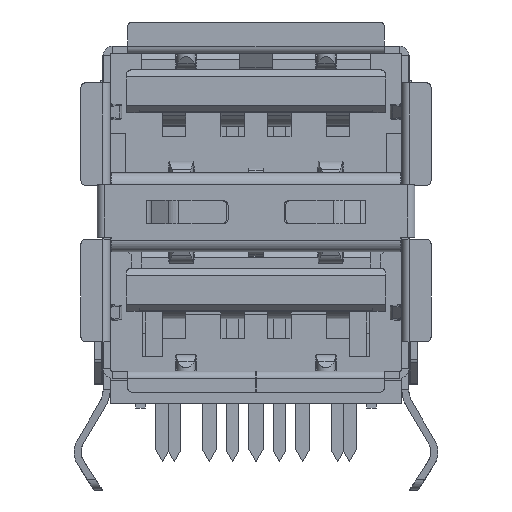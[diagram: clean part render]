
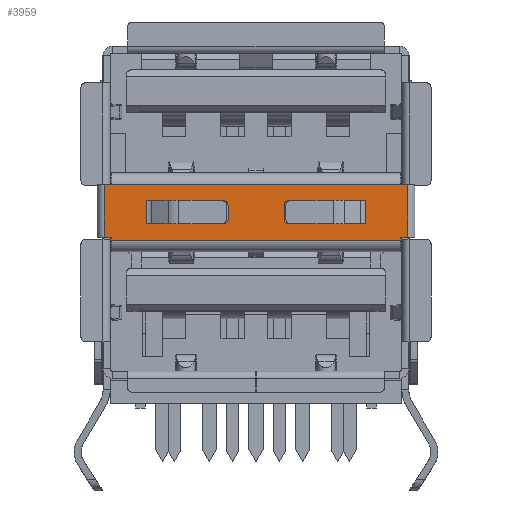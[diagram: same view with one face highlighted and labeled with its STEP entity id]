
A CAD part, front view. The second image highlights one B-rep face of the part: STEP entity #3959.
In plain terms, the highlighted face is planar.
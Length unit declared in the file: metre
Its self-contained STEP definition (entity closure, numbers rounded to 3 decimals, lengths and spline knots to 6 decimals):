
#3959=ADVANCED_FACE('0:9778',(#8383,#8384,#8385),#8386,.T.);
#8383=FACE_OUTER_BOUND('',#13483,.T.);
#8384=FACE_BOUND('',#13484,.T.);
#8385=FACE_BOUND('',#13485,.T.);
#8386=PLANE('',#13486);
#13483=EDGE_LOOP('',(#24784,#24785,#24786,#24787,#24788,#24789,#24790,#24791,#24792,#24793));
#13484=EDGE_LOOP('',(#24794,#24795,#24796,#24797,#24798,#24799,#24800,#24801,#24802));
#13485=EDGE_LOOP('',(#24803,#24804,#24805,#24806,#24807,#24808,#24809,#24810,#24811));
#13486=AXIS2_PLACEMENT_3D('',#24812,#24813,#24814);
#24784=ORIENTED_EDGE('',*,*,#35501,.F.);
#24785=ORIENTED_EDGE('',*,*,#35502,.F.);
#24786=ORIENTED_EDGE('',*,*,#34849,.T.);
#24787=ORIENTED_EDGE('',*,*,#35503,.T.);
#24788=ORIENTED_EDGE('',*,*,#35504,.T.);
#24789=ORIENTED_EDGE('',*,*,#35505,.T.);
#24790=ORIENTED_EDGE('',*,*,#35506,.T.);
#24791=ORIENTED_EDGE('',*,*,#35280,.T.);
#24792=ORIENTED_EDGE('',*,*,#35251,.T.);
#24793=ORIENTED_EDGE('',*,*,#35277,.T.);
#24794=ORIENTED_EDGE('',*,*,#35295,.F.);
#24795=ORIENTED_EDGE('',*,*,#35327,.F.);
#24796=ORIENTED_EDGE('',*,*,#35305,.T.);
#24797=ORIENTED_EDGE('',*,*,#35343,.T.);
#24798=ORIENTED_EDGE('',*,*,#35339,.T.);
#24799=ORIENTED_EDGE('',*,*,#35440,.T.);
#24800=ORIENTED_EDGE('',*,*,#35332,.T.);
#24801=ORIENTED_EDGE('',*,*,#35443,.T.);
#24802=ORIENTED_EDGE('',*,*,#35345,.T.);
#24803=ORIENTED_EDGE('',*,*,#35157,.F.);
#24804=ORIENTED_EDGE('',*,*,#35507,.T.);
#24805=ORIENTED_EDGE('',*,*,#35436,.T.);
#24806=ORIENTED_EDGE('',*,*,#35508,.T.);
#24807=ORIENTED_EDGE('',*,*,#35447,.T.);
#24808=ORIENTED_EDGE('',*,*,#35509,.T.);
#24809=ORIENTED_EDGE('',*,*,#35510,.T.);
#24810=ORIENTED_EDGE('',*,*,#35141,.F.);
#24811=ORIENTED_EDGE('',*,*,#35119,.F.);
#24812=CARTESIAN_POINT('',(0.008,0.0062,-0.00119));
#24813=DIRECTION('',(1.0,0.0,0.0));
#24814=DIRECTION('',(0.0,1.0,-0.0));
#34849=EDGE_CURVE('0:10333',#42813,#42811,#42814,.F.);
#35119=EDGE_CURVE('0:10990',#43243,#43245,#43246,.T.);
#35141=EDGE_CURVE('0:11047',#43245,#43273,#43284,.T.);
#35157=EDGE_CURVE('0:11077',#43300,#43243,#43302,.T.);
#35251=EDGE_CURVE('0:11320',#43449,#43453,#43455,.T.);
#35277=EDGE_CURVE('0:11383',#43453,#43491,#43493,.T.);
#35280=EDGE_CURVE('0:11389',#42798,#43449,#43496,.T.);
#35295=EDGE_CURVE('0:11425',#43518,#43520,#43521,.T.);
#35305=EDGE_CURVE('0:11449',#43537,#43535,#43538,.T.);
#35327=EDGE_CURVE('0:11500',#43537,#43518,#43569,.T.);
#35332=EDGE_CURVE('0:11509',#43574,#43575,#43576,.T.);
#35339=EDGE_CURVE('0:11527',#43588,#43586,#43589,.T.);
#35343=EDGE_CURVE('0:11536',#43535,#43588,#43593,.T.);
#35345=EDGE_CURVE('0:11539',#43595,#43520,#43596,.T.);
#35436=EDGE_CURVE('0:11734',#43723,#43721,#43724,.F.);
#35440=EDGE_CURVE('0:11743',#43586,#43574,#43728,.F.);
#35443=EDGE_CURVE('0:11749',#43575,#43595,#43731,.F.);
#35447=EDGE_CURVE('0:11758',#43738,#43736,#43739,.F.);
#35501=EDGE_CURVE('0:11869',#43809,#43491,#43810,.F.);
#35502=EDGE_CURVE('0:11872',#42813,#43809,#43811,.T.);
#35503=EDGE_CURVE('0:11875',#42811,#43812,#43813,.T.);
#35504=EDGE_CURVE('0:11878',#43812,#43814,#43815,.T.);
#35505=EDGE_CURVE('0:11881',#43814,#42785,#43816,.T.);
#35506=EDGE_CURVE('0:11884',#42785,#42798,#43817,.F.);
#35507=EDGE_CURVE('0:11887',#43300,#43723,#43818,.T.);
#35508=EDGE_CURVE('0:11890',#43721,#43738,#43819,.T.);
#35509=EDGE_CURVE('0:11893',#43736,#43820,#43821,.T.);
#35510=EDGE_CURVE('0:11896',#43820,#43273,#43822,.T.);
#42785=VERTEX_POINT('',#54398);
#42798=VERTEX_POINT('',#54415);
#42811=VERTEX_POINT('',#54432);
#42813=VERTEX_POINT('',#54435);
#42814=LINE('',#54436,#54437);
#43243=VERTEX_POINT('',#55049);
#43245=VERTEX_POINT('',#55052);
#43246=LINE('',#55053,#55054);
#43273=VERTEX_POINT('',#55090);
#43284=LINE('',#55104,#55105);
#43300=VERTEX_POINT('',#55125);
#43302=LINE('',#55128,#55129);
#43449=VERTEX_POINT('',#55321);
#43453=VERTEX_POINT('',#55326);
#43455=LINE('',#55328,#55329);
#43491=VERTEX_POINT('',#55376);
#43493=LINE('',#55379,#55380);
#43496=LINE('',#55384,#55385);
#43518=VERTEX_POINT('',#55413);
#43520=VERTEX_POINT('',#55416);
#43521=LINE('',#55417,#55418);
#43535=VERTEX_POINT('',#55436);
#43537=VERTEX_POINT('',#55438);
#43538=LINE('',#55439,#55440);
#43569=LINE('',#55482,#55483);
#43574=VERTEX_POINT('',#55490);
#43575=VERTEX_POINT('',#55491);
#43576=LINE('',#55492,#55493);
#43586=VERTEX_POINT('',#55507);
#43588=VERTEX_POINT('',#55510);
#43589=LINE('',#55511,#55512);
#43593=LINE('',#55518,#55519);
#43595=VERTEX_POINT('',#55521);
#43596=LINE('',#55522,#55523);
#43721=VERTEX_POINT('',#55689);
#43723=VERTEX_POINT('',#55692);
#43724=CIRCLE('',#55693,0.0002);
#43728=CIRCLE('',#55698,0.0002);
#43731=CIRCLE('',#55701,0.0002);
#43736=VERTEX_POINT('',#55706);
#43738=VERTEX_POINT('',#55709);
#43739=CIRCLE('',#55710,0.0002);
#43809=VERTEX_POINT('',#55810);
#43810=LINE('',#55811,#55812);
#43811=LINE('',#55813,#55814);
#43812=VERTEX_POINT('',#55815);
#43813=LINE('',#55816,#55817);
#43814=VERTEX_POINT('',#55818);
#43815=LINE('',#55819,#55820);
#43816=LINE('',#55821,#55822);
#43817=LINE('',#55823,#55824);
#43818=LINE('',#55825,#55826);
#43819=LINE('',#55827,#55828);
#43820=VERTEX_POINT('',#55829);
#43821=LINE('',#55830,#55831);
#43822=LINE('',#55832,#55833);
#54398=CARTESIAN_POINT('',(0.008,0.0062,0.00119));
#54415=CARTESIAN_POINT('',(0.008,-0.0062,0.00119));
#54432=CARTESIAN_POINT('',(0.008,0.0062,-0.00107));
#54435=CARTESIAN_POINT('',(0.008,0.0062,-0.00119));
#54436=CARTESIAN_POINT('',(0.008,0.0062,-0.00119));
#54437=VECTOR('',#63563,1.0);
#55049=CARTESIAN_POINT('',(0.008,-0.003986,0.00051));
#55052=CARTESIAN_POINT('',(0.008,-0.0047,0.00051));
#55053=CARTESIAN_POINT('',(0.008,0.0062,0.00051));
#55054=VECTOR('',#63883,1.0);
#55090=CARTESIAN_POINT('',(0.008,-0.0047,-0.00049));
#55104=CARTESIAN_POINT('',(0.008,-0.0047,0.00051));
#55105=VECTOR('',#63914,1.0);
#55125=CARTESIAN_POINT('',(0.008,-0.003986,0.0005));
#55128=CARTESIAN_POINT('',(0.008,-0.003986,-0.00119));
#55129=VECTOR('',#63932,1.0);
#55321=CARTESIAN_POINT('',(0.008,-0.0065,0.00119));
#55326=CARTESIAN_POINT('',(0.008,-0.0065,-0.00107));
#55328=CARTESIAN_POINT('',(0.008,-0.0065,0.00119));
#55329=VECTOR('',#64078,1.0);
#55376=CARTESIAN_POINT('',(0.008,-0.0062,-0.00107));
#55379=CARTESIAN_POINT('',(0.008,-0.0065,-0.00107));
#55380=VECTOR('',#64115,1.0);
#55384=CARTESIAN_POINT('',(0.008,-0.0062,0.00119));
#55385=VECTOR('',#64117,1.0);
#55413=CARTESIAN_POINT('',(0.008,0.003986,0.00051));
#55416=CARTESIAN_POINT('',(0.008,0.003986,0.0005));
#55417=CARTESIAN_POINT('',(0.008,0.003986,-0.00119));
#55418=VECTOR('',#64137,1.0);
#55436=CARTESIAN_POINT('',(0.008,0.0047,-0.00049));
#55438=CARTESIAN_POINT('',(0.008,0.0047,0.00051));
#55439=CARTESIAN_POINT('',(0.008,0.0047,0.0005));
#55440=VECTOR('',#64151,1.0);
#55482=CARTESIAN_POINT('',(0.008,0.0062,0.00051));
#55483=VECTOR('',#64178,1.0);
#55490=CARTESIAN_POINT('',(0.008,0.0012,-0.0003));
#55491=CARTESIAN_POINT('',(0.008,0.0012,0.0003));
#55492=CARTESIAN_POINT('',(0.008,0.0012,-0.0005));
#55493=VECTOR('',#64181,1.0);
#55507=CARTESIAN_POINT('',(0.008,0.0014,-0.0005));
#55510=CARTESIAN_POINT('',(0.008,0.0047,-0.0005));
#55511=CARTESIAN_POINT('',(0.008,0.0047,-0.0005));
#55512=VECTOR('',#64187,1.0);
#55518=CARTESIAN_POINT('',(0.008,0.0047,0.0005));
#55519=VECTOR('',#64190,1.0);
#55521=CARTESIAN_POINT('',(0.008,0.0014,0.0005));
#55522=CARTESIAN_POINT('',(0.008,0.0012,0.0005));
#55523=VECTOR('',#64191,1.0);
#55689=CARTESIAN_POINT('',(0.008,-0.0012,0.0003));
#55692=CARTESIAN_POINT('',(0.008,-0.0014,0.0005));
#55693=AXIS2_PLACEMENT_3D('',#64294,#64295,#64296);
#55698=AXIS2_PLACEMENT_3D('',#64301,#64302,#64303);
#55701=AXIS2_PLACEMENT_3D('',#64307,#64308,#64309);
#55706=CARTESIAN_POINT('',(0.008,-0.0014,-0.0005));
#55709=CARTESIAN_POINT('',(0.008,-0.0012,-0.0003));
#55710=AXIS2_PLACEMENT_3D('',#64314,#64315,#64316);
#55810=CARTESIAN_POINT('',(0.008,-0.0062,-0.00119));
#55811=CARTESIAN_POINT('',(0.008,-0.0062,-0.00119));
#55812=VECTOR('',#64365,1.0);
#55813=CARTESIAN_POINT('',(0.008,0.0062,-0.00119));
#55814=VECTOR('',#64366,1.0);
#55815=CARTESIAN_POINT('',(0.008,0.0065,-0.00107));
#55816=CARTESIAN_POINT('',(0.008,0.0062,-0.00107));
#55817=VECTOR('',#64367,1.0);
#55818=CARTESIAN_POINT('',(0.008,0.0065,0.00119));
#55819=CARTESIAN_POINT('',(0.008,0.0065,-0.00107));
#55820=VECTOR('',#64368,1.0);
#55821=CARTESIAN_POINT('',(0.008,0.0065,0.00119));
#55822=VECTOR('',#64369,1.0);
#55823=CARTESIAN_POINT('',(0.008,0.0062,0.00119));
#55824=VECTOR('',#64370,1.0);
#55825=CARTESIAN_POINT('',(0.008,-0.0047,0.0005));
#55826=VECTOR('',#64371,1.0);
#55827=CARTESIAN_POINT('',(0.008,-0.0012,0.0005));
#55828=VECTOR('',#64372,1.0);
#55829=CARTESIAN_POINT('',(0.008,-0.0047,-0.0005));
#55830=CARTESIAN_POINT('',(0.008,-0.0012,-0.0005));
#55831=VECTOR('',#64373,1.0);
#55832=CARTESIAN_POINT('',(0.008,-0.0047,-0.0005));
#55833=VECTOR('',#64374,1.0);
#63563=DIRECTION('',(0.0,0.0,-1.0));
#63883=DIRECTION('',(0.0,-1.0,0.0));
#63914=DIRECTION('',(0.0,0.0,-1.0));
#63932=DIRECTION('',(0.0,0.0,1.0));
#64078=DIRECTION('',(0.0,0.0,-1.0));
#64115=DIRECTION('',(0.0,1.0,0.0));
#64117=DIRECTION('',(0.0,-1.0,0.));
#64137=DIRECTION('',(0.0,0.0,-1.0));
#64151=DIRECTION('',(0.0,0.0,-1.0));
#64178=DIRECTION('',(0.0,-1.0,0.0));
#64181=DIRECTION('',(0.0,0.0,1.0));
#64187=DIRECTION('',(0.0,-1.0,0.0));
#64190=DIRECTION('',(0.0,0.0,-1.0));
#64191=DIRECTION('',(0.0,1.0,0.0));
#64294=CARTESIAN_POINT('',(0.008,-0.0014,0.0003));
#64295=DIRECTION('',(1.0,0.0,0.0));
#64296=DIRECTION('',(0.0,0.0,-1.0));
#64301=CARTESIAN_POINT('',(0.008,0.0014,-0.0003));
#64302=DIRECTION('',(1.0,0.0,0.0));
#64303=DIRECTION('',(0.0,0.0,-1.0));
#64307=CARTESIAN_POINT('',(0.008,0.0014,0.0003));
#64308=DIRECTION('',(1.0,0.0,0.0));
#64309=DIRECTION('',(0.0,0.0,-1.0));
#64314=CARTESIAN_POINT('',(0.008,-0.0014,-0.0003));
#64315=DIRECTION('',(1.0,0.0,0.0));
#64316=DIRECTION('',(0.0,0.0,-1.0));
#64365=DIRECTION('',(0.0,0.0,-1.0));
#64366=DIRECTION('',(0.0,-1.0,0.0));
#64367=DIRECTION('',(0.0,1.0,0.0));
#64368=DIRECTION('',(0.0,0.0,1.0));
#64369=DIRECTION('',(0.0,-1.0,0.));
#64370=DIRECTION('',(0.0,1.0,0.0));
#64371=DIRECTION('',(0.0,1.0,0.0));
#64372=DIRECTION('',(0.0,0.0,-1.0));
#64373=DIRECTION('',(0.0,-1.0,0.0));
#64374=DIRECTION('',(0.0,0.0,1.0));
